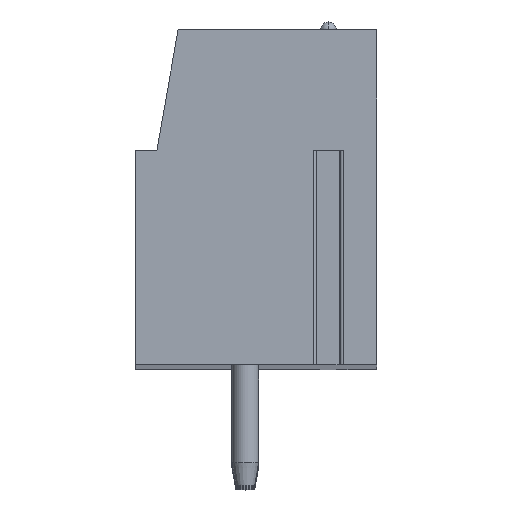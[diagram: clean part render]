
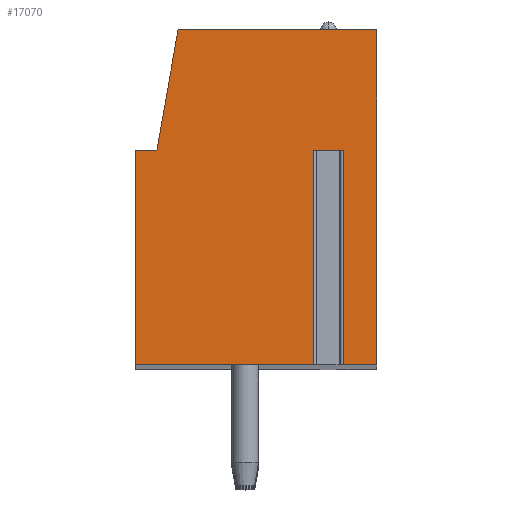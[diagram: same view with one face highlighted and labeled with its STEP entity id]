
A CAD part, top view. The second image highlights one B-rep face of the part: STEP entity #17070.
In plain terms, the highlighted planar face has unit normal (0, 0, 1).
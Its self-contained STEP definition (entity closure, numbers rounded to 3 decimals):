
#13=DIRECTION('',(-1.,0.,0.));
#14=VECTOR('',#13,1.112);
#15=CARTESIAN_POINT('',(3.256,1.75,99.06));
#16=LINE('',#15,#14);
#17=DIRECTION('',(0.,-1.,0.));
#18=VECTOR('',#17,8.);
#19=CARTESIAN_POINT('',(2.144,1.75,99.06));
#20=LINE('',#19,#18);
#21=DIRECTION('',(1.,0.,0.));
#22=VECTOR('',#21,6.644);
#23=CARTESIAN_POINT('',(-4.5,-6.25,99.06));
#24=LINE('',#23,#22);
#25=DIRECTION('',(0.,-1.,0.));
#26=VECTOR('',#25,8.);
#27=CARTESIAN_POINT('',(-4.5,1.75,99.06));
#28=LINE('',#27,#26);
#29=DIRECTION('',(-1.,0.,0.));
#30=VECTOR('',#29,0.8);
#31=CARTESIAN_POINT('',(-3.7,1.75,99.06));
#32=LINE('',#31,#30);
#33=DIRECTION('',(-0.174,-0.985,0.));
#34=VECTOR('',#33,4.569);
#35=CARTESIAN_POINT('',(-2.907,6.25,99.06));
#36=LINE('',#35,#34);
#37=DIRECTION('',(-1.,0.,0.));
#38=VECTOR('',#37,7.407);
#39=CARTESIAN_POINT('',(4.5,6.25,99.06));
#40=LINE('',#39,#38);
#41=DIRECTION('',(0.,1.,0.));
#42=VECTOR('',#41,12.5);
#43=CARTESIAN_POINT('',(4.5,-6.25,99.06));
#44=LINE('',#43,#42);
#45=DIRECTION('',(1.,0.,0.));
#46=VECTOR('',#45,1.244);
#47=CARTESIAN_POINT('',(3.256,-6.25,99.06));
#48=LINE('',#47,#46);
#49=DIRECTION('',(0.,-1.,0.));
#50=VECTOR('',#49,8.);
#51=CARTESIAN_POINT('',(3.256,1.75,99.06));
#52=LINE('',#51,#50);
#13445=CARTESIAN_POINT('',(-3.7,1.75,99.06));
#13446=CARTESIAN_POINT('',(-4.5,1.75,99.06));
#13447=VERTEX_POINT('',#13445);
#13448=VERTEX_POINT('',#13446);
#13449=CARTESIAN_POINT('',(-4.5,-6.25,99.06));
#13450=VERTEX_POINT('',#13449);
#13451=CARTESIAN_POINT('',(4.5,-6.25,99.06));
#13452=CARTESIAN_POINT('',(4.5,6.25,99.06));
#13453=VERTEX_POINT('',#13451);
#13454=VERTEX_POINT('',#13452);
#13455=CARTESIAN_POINT('',(-2.907,6.25,99.06));
#13456=VERTEX_POINT('',#13455);
#13505=CARTESIAN_POINT('',(3.256,1.75,99.06));
#13506=CARTESIAN_POINT('',(2.144,1.75,99.06));
#13507=VERTEX_POINT('',#13505);
#13508=VERTEX_POINT('',#13506);
#13509=CARTESIAN_POINT('',(2.144,-6.25,99.06));
#13510=VERTEX_POINT('',#13509);
#13511=CARTESIAN_POINT('',(3.256,-6.25,99.06));
#13512=VERTEX_POINT('',#13511);
#17043=CARTESIAN_POINT('',(0.,0.,99.06));
#17044=DIRECTION('',(0.,0.,1.));
#17045=DIRECTION('',(1.,0.,0.));
#17046=AXIS2_PLACEMENT_3D('',#17043,#17044,#17045);
#17047=PLANE('',#17046);
#17049=ORIENTED_EDGE('',*,*,#17048,.T.);
#17051=ORIENTED_EDGE('',*,*,#17050,.T.);
#17053=ORIENTED_EDGE('',*,*,#17052,.F.);
#17055=ORIENTED_EDGE('',*,*,#17054,.F.);
#17057=ORIENTED_EDGE('',*,*,#17056,.F.);
#17059=ORIENTED_EDGE('',*,*,#17058,.F.);
#17061=ORIENTED_EDGE('',*,*,#17060,.F.);
#17063=ORIENTED_EDGE('',*,*,#17062,.F.);
#17065=ORIENTED_EDGE('',*,*,#17064,.F.);
#17067=ORIENTED_EDGE('',*,*,#17066,.F.);
#17068=EDGE_LOOP('',(#17049,#17051,#17053,#17055,#17057,#17059,#17061,#17063,
#17065,#17067));
#17069=FACE_OUTER_BOUND('',#17068,.F.);
#17048=EDGE_CURVE('',#13507,#13508,#16,.T.);
#17050=EDGE_CURVE('',#13508,#13510,#20,.T.);
#17052=EDGE_CURVE('',#13450,#13510,#24,.T.);
#17054=EDGE_CURVE('',#13448,#13450,#28,.T.);
#17056=EDGE_CURVE('',#13447,#13448,#32,.T.);
#17058=EDGE_CURVE('',#13456,#13447,#36,.T.);
#17060=EDGE_CURVE('',#13454,#13456,#40,.T.);
#17062=EDGE_CURVE('',#13453,#13454,#44,.T.);
#17064=EDGE_CURVE('',#13512,#13453,#48,.T.);
#17066=EDGE_CURVE('',#13507,#13512,#52,.T.);
#17070=ADVANCED_FACE('',(#17069),#17047,.T.);
